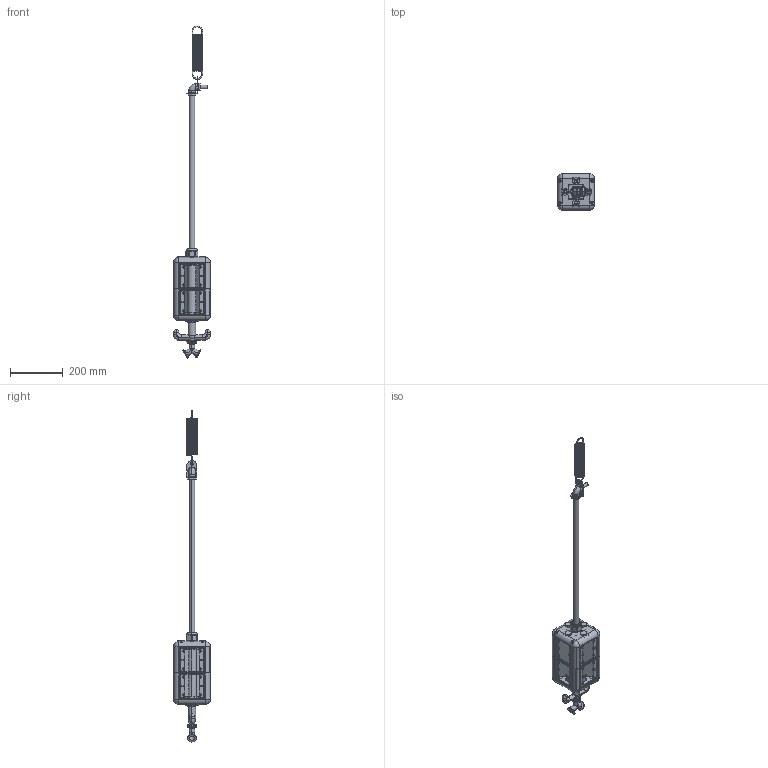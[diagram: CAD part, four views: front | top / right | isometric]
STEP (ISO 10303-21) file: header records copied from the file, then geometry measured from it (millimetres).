
FILE_DESCRIPTION (( 'STEP AP214' ), '1' );
FILE_NAME ('6109825.stp', '2019-08-22T06:49:24', ( '' ), ( '' ), 'SwSTEP 2.0', 'SolidWorks 2018', '' );
FILE_SCHEMA (( 'AUTOMOTIVE_DESIGN' ));
Length unit declared in the file: millimetre
Products named in the file (30): P_43330A_1; 35104321_Standard; P_43331A6_1; P_42511_2_Standard; 40066A_Standard; P_42511_4_Standard; P_39440646_1_Standard; P_42511_1_Standard; P_39406494_4_Standard; 34951D_Einbaufertig geknickt; P_01336_1_Standard; P_42511_3_Standard; P_42448_1_Standard; P_35104430_1_Standard; 42444; 42447B_Standard; P_39440645_1_Standard; P_42513_1; P_53013AA_1_Standard; P_42510_1_Standard; P_42403D_1; P_34708_1; 42445_Standard; P_42509_1_Standard; P_39406494_2_Standard; P_53013AF_1_Standard; 6109825; 42446_Standard; 084081_Standard; 42440
Assembly tree (74 placements, depth 3):
  6109825
    P_39440645_1_Standard
    42444
    P_42448_1_Standard  x2
    P_42511_1_Standard
      P_42511_4_Standard
      P_42511_3_Standard
      P_42511_2_Standard
    P_42513_1
    P_42509_1_Standard
    42445_Standard
    42446_Standard
    P_43331A6_1  x4
    P_43330A_1  x4
    P_39440646_1_Standard
    40066A_Standard  x4
      P_39406494_4_Standard
      P_35104430_1_Standard
      P_39406494_2_Standard
    35104321_Standard  x16
    42440  x2
    P_01336_1_Standard  x2
    P_42403D_1
    P_53013AA_1_Standard  x8
    P_34708_1  x4
    084081_Standard
    P_53013AF_1_Standard  x8
    34951D_Einbaufertig geknickt
    42447B_Standard
    P_42510_1_Standard
Bounding box: 140.5 x 140.5 x 1263.82 mm (x, y, z)
Volume: 783524.9 mm3; surface area: 699802.2 mm2
Topology: 83 solids, 83 shells, 3349 faces, 8814 edges, 5585 vertices
Faces by surface type: plane 1488, cylinder 1318, torus 250, bspline 162, cone 106, sphere 25
Entity records: 112135 total; most frequent: CARTESIAN_POINT 71507, ORIENTED_EDGE 8214, DIRECTION 7951, EDGE_CURVE 4107, AXIS2_PLACEMENT_3D 2973, VERTEX_POINT 2539, LINE 2005, VECTOR 2005
